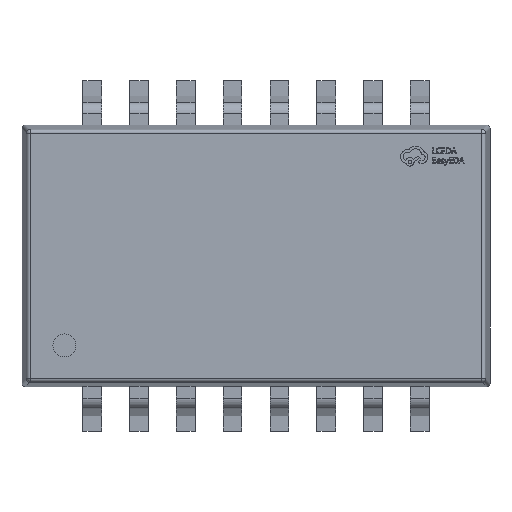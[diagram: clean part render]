
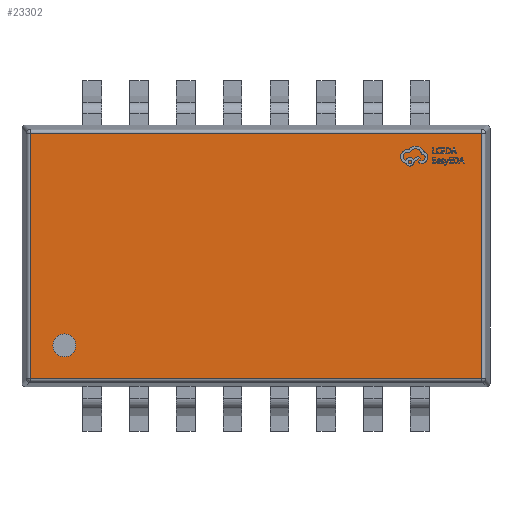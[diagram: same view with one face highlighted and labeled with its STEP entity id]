
A CAD part, top view. The second image highlights one B-rep face of the part: STEP entity #23302.
In plain terms, the highlighted planar face has unit normal (0, 0, 1).
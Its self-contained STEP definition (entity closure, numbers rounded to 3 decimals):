
#720 = LINE ( 'NONE', #4604, #9920 ) ;
#1158 = AXIS2_PLACEMENT_3D ( 'NONE', #6177, #20943, #10763 ) ;
#1261 = CARTESIAN_POINT ( 'NONE',  ( -6.131, 3.331, 1.225 ) ) ;
#1287 = CARTESIAN_POINT ( 'NONE',  ( 0., 0., 1.225 ) ) ;
#1540 = FACE_OUTER_BOUND ( 'NONE', #5982, .T. ) ;
#1751 = DIRECTION ( 'NONE',  ( 1., 0., 0. ) ) ;
#2354 = LINE ( 'NONE', #10504, #19779 ) ;
#2794 = EDGE_LOOP ( 'NONE', ( #19216, #18845 ) ) ;
#3291 = DIRECTION ( 'NONE',  ( 0., 0., 1. ) ) ;
#4553 = EDGE_CURVE ( 'NONE', #17820, #12851, #16775, .T. ) ;
#4604 = CARTESIAN_POINT ( 'NONE',  ( 6.221, -3.331, 1.225 ) ) ;
#5094 = EDGE_CURVE ( 'NONE', #12851, #12756, #720, .T. ) ;
#5147 = ORIENTED_EDGE ( 'NONE', *, *, #5204, .T. ) ;
#5204 = EDGE_CURVE ( 'NONE', #12756, #13960, #2354, .T. ) ;
#5982 = EDGE_LOOP ( 'NONE', ( #7164, #7947, #5147, #17229 ) ) ;
#6177 = CARTESIAN_POINT ( 'NONE',  ( -5.201, -2.43, 1.225 ) ) ;
#6661 = AXIS2_PLACEMENT_3D ( 'NONE', #8301, #10165, #1751 ) ;
#7164 = ORIENTED_EDGE ( 'NONE', *, *, #4553, .T. ) ;
#7450 = VERTEX_POINT ( 'NONE', #15870 ) ;
#7940 = CIRCLE ( 'NONE', #6661, 0.309 ) ;
#7947 = ORIENTED_EDGE ( 'NONE', *, *, #5094, .T. ) ;
#8301 = CARTESIAN_POINT ( 'NONE',  ( -5.201, -2.43, 1.225 ) ) ;
#8335 = DIRECTION ( 'NONE',  ( -1., 0., 0. ) ) ;
#9920 = VECTOR ( 'NONE', #12830, 1000. ) ;
#10165 = DIRECTION ( 'NONE',  ( 0., 0., 1. ) ) ;
#10504 = CARTESIAN_POINT ( 'NONE',  ( 6.131, 3.421, 1.225 ) ) ;
#10763 = DIRECTION ( 'NONE',  ( 1., 0., 0. ) ) ;
#11440 = CIRCLE ( 'NONE', #1158, 0.309 ) ;
#12756 = VERTEX_POINT ( 'NONE', #15160 ) ;
#12830 = DIRECTION ( 'NONE',  ( 1., 0., 0. ) ) ;
#12851 = VERTEX_POINT ( 'NONE', #20178 ) ;
#13960 = VERTEX_POINT ( 'NONE', #23239 ) ;
#15160 = CARTESIAN_POINT ( 'NONE',  ( 6.131, -3.331, 1.225 ) ) ;
#15391 = EDGE_CURVE ( 'NONE', #7450, #22658, #11440, .T. ) ;
#15659 = PLANE ( 'NONE',  #19799 ) ;
#15870 = CARTESIAN_POINT ( 'NONE',  ( -4.892, -2.43, 1.225 ) ) ;
#16150 = CARTESIAN_POINT ( 'NONE',  ( -6.221, 3.331, 1.225 ) ) ;
#16335 = VECTOR ( 'NONE', #26360, 1000. ) ;
#16775 = LINE ( 'NONE', #18772, #16335 ) ;
#17229 = ORIENTED_EDGE ( 'NONE', *, *, #19261, .T. ) ;
#17820 = VERTEX_POINT ( 'NONE', #1261 ) ;
#18061 = DIRECTION ( 'NONE',  ( 1., 0., 0. ) ) ;
#18672 = EDGE_CURVE ( 'NONE', #22658, #7450, #7940, .T. ) ;
#18772 = CARTESIAN_POINT ( 'NONE',  ( -6.131, -3.421, 1.225 ) ) ;
#18845 = ORIENTED_EDGE ( 'NONE', *, *, #18672, .F. ) ;
#19216 = ORIENTED_EDGE ( 'NONE', *, *, #15391, .F. ) ;
#19261 = EDGE_CURVE ( 'NONE', #13960, #17820, #26270, .T. ) ;
#19557 = VECTOR ( 'NONE', #8335, 1000. ) ;
#19779 = VECTOR ( 'NONE', #24799, 1000. ) ;
#19799 = AXIS2_PLACEMENT_3D ( 'NONE', #1287, #3291, #18061 ) ;
#20178 = CARTESIAN_POINT ( 'NONE',  ( -6.131, -3.331, 1.225 ) ) ;
#20943 = DIRECTION ( 'NONE',  ( 0., 0., 1. ) ) ;
#22658 = VERTEX_POINT ( 'NONE', #23426 ) ;
#23239 = CARTESIAN_POINT ( 'NONE',  ( 6.131, 3.331, 1.225 ) ) ;
#23302 = ADVANCED_FACE ( 'NONE', ( #26029, #1540 ), #15659, .T. ) ;
#23426 = CARTESIAN_POINT ( 'NONE',  ( -5.511, -2.43, 1.225 ) ) ;
#24799 = DIRECTION ( 'NONE',  ( 0., 1., 0. ) ) ;
#26029 = FACE_BOUND ( 'NONE', #2794, .T. ) ;
#26270 = LINE ( 'NONE', #16150, #19557 ) ;
#26360 = DIRECTION ( 'NONE',  ( 0., -1., 0. ) ) ;
